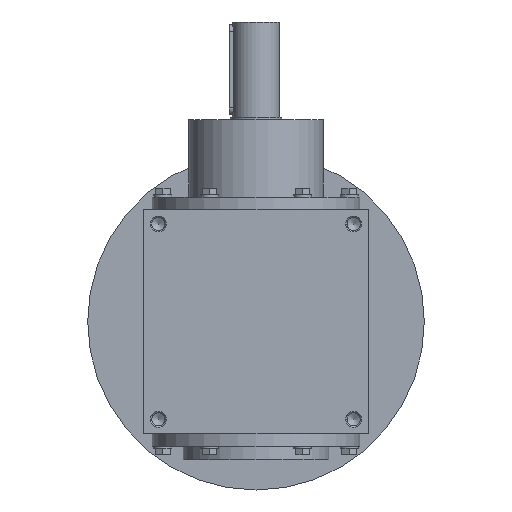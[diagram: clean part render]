
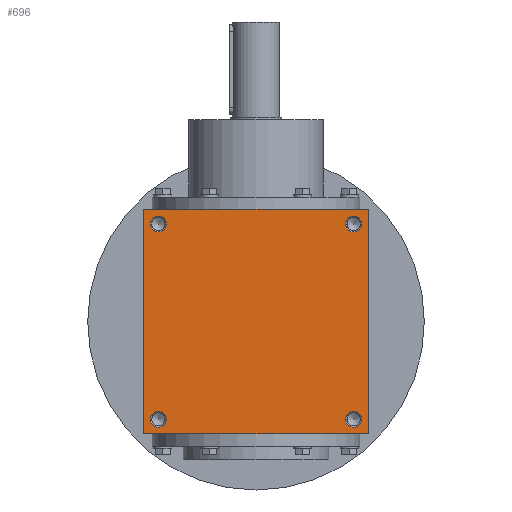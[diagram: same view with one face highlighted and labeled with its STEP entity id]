
A CAD part, left-side view. The second image highlights one B-rep face of the part: STEP entity #696.
In plain terms, the highlighted face is planar.
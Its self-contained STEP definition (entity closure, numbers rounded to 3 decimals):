
#696 = ADVANCED_FACE( '', ( #1397, #1398, #1399, #1400, #1401 ), #1402, .F. );
#1397 = FACE_BOUND( '', #2130, .T. );
#1398 = FACE_BOUND( '', #2131, .T. );
#1399 = FACE_BOUND( '', #2132, .T. );
#1400 = FACE_BOUND( '', #2133, .T. );
#1401 = FACE_OUTER_BOUND( '', #2134, .T. );
#1402 = PLANE( '', #2135 );
#2130 = EDGE_LOOP( '', ( #3311 ) );
#2131 = EDGE_LOOP( '', ( #3312 ) );
#2132 = EDGE_LOOP( '', ( #3313 ) );
#2133 = EDGE_LOOP( '', ( #3314 ) );
#2134 = EDGE_LOOP( '', ( #3315, #3316, #3317, #3318 ) );
#2135 = AXIS2_PLACEMENT_3D( '', #3319, #3320, #3321 );
#3311 = ORIENTED_EDGE( '', *, *, #4105, .F. );
#3312 = ORIENTED_EDGE( '', *, *, #4031, .T. );
#3313 = ORIENTED_EDGE( '', *, *, #3772, .F. );
#3314 = ORIENTED_EDGE( '', *, *, #4140, .T. );
#3315 = ORIENTED_EDGE( '', *, *, #4164, .F. );
#3316 = ORIENTED_EDGE( '', *, *, #3844, .F. );
#3317 = ORIENTED_EDGE( '', *, *, #4065, .F. );
#3318 = ORIENTED_EDGE( '', *, *, #3947, .F. );
#3319 = CARTESIAN_POINT( '', ( 0., 0., -100. ) );
#3320 = DIRECTION( '', ( 0., 0., 1. ) );
#3321 = DIRECTION( '', ( 1., 0., 0. ) );
#3772 = EDGE_CURVE( '', #4305, #4305, #4306, .T. );
#3844 = EDGE_CURVE( '', #4427, #4428, #4429, .T. );
#3947 = EDGE_CURVE( '', #4591, #4592, #4593, .T. );
#4031 = EDGE_CURVE( '', #4715, #4715, #4716, .T. );
#4065 = EDGE_CURVE( '', #4592, #4427, #4764, .T. );
#4105 = EDGE_CURVE( '', #4816, #4816, #4817, .T. );
#4140 = EDGE_CURVE( '', #4859, #4859, #4860, .T. );
#4164 = EDGE_CURVE( '', #4428, #4591, #4891, .T. );
#4305 = VERTEX_POINT( '', #5050 );
#4306 = CIRCLE( '', #5051, 7. );
#4427 = VERTEX_POINT( '', #5275 );
#4428 = VERTEX_POINT( '', #5276 );
#4429 = LINE( '', #5277, #5278 );
#4591 = VERTEX_POINT( '', #5483 );
#4592 = VERTEX_POINT( '', #5484 );
#4593 = LINE( '', #5485, #5486 );
#4715 = VERTEX_POINT( '', #5676 );
#4716 = CIRCLE( '', #5677, 7. );
#4764 = LINE( '', #5728, #5729 );
#4816 = VERTEX_POINT( '', #5797 );
#4817 = CIRCLE( '', #5798, 7. );
#4859 = VERTEX_POINT( '', #5848 );
#4860 = CIRCLE( '', #5849, 7. );
#4891 = LINE( '', #5883, #5884 );
#5050 = CARTESIAN_POINT( '', ( -94., -87., -100. ) );
#5051 = AXIS2_PLACEMENT_3D( '', #6051, #6052, #6053 );
#5275 = CARTESIAN_POINT( '', ( 100., 100., -100. ) );
#5276 = CARTESIAN_POINT( '', ( -100., 100., -100. ) );
#5277 = CARTESIAN_POINT( '', ( 100., 100., -100. ) );
#5278 = VECTOR( '', #6185, 1000. );
#5483 = CARTESIAN_POINT( '', ( -100., -100., -100. ) );
#5484 = CARTESIAN_POINT( '', ( 100., -100., -100. ) );
#5485 = CARTESIAN_POINT( '', ( -100., -100., -100. ) );
#5486 = VECTOR( '', #6355, 1000. );
#5676 = CARTESIAN_POINT( '', ( 94., 87., -100. ) );
#5677 = AXIS2_PLACEMENT_3D( '', #6470, #6471, #6472 );
#5728 = CARTESIAN_POINT( '', ( 100., -100., -100. ) );
#5729 = VECTOR( '', #6533, 1000. );
#5797 = CARTESIAN_POINT( '', ( -94., 87., -100. ) );
#5798 = AXIS2_PLACEMENT_3D( '', #6592, #6593, #6594 );
#5848 = CARTESIAN_POINT( '', ( 94., -87., -100. ) );
#5849 = AXIS2_PLACEMENT_3D( '', #6640, #6641, #6642 );
#5883 = CARTESIAN_POINT( '', ( -100., 100., -100. ) );
#5884 = VECTOR( '', #6676, 1000. );
#6051 = CARTESIAN_POINT( '', ( -87., -87., -100. ) );
#6052 = DIRECTION( '', ( 0., 0., -1. ) );
#6053 = DIRECTION( '', ( -1., 0., 0. ) );
#6185 = DIRECTION( '', ( -1., 0., 0. ) );
#6355 = DIRECTION( '', ( 1., 0., 0. ) );
#6470 = CARTESIAN_POINT( '', ( 87., 87., -100. ) );
#6471 = DIRECTION( '', ( 0., 0., 1. ) );
#6472 = DIRECTION( '', ( 1., 0., 0. ) );
#6533 = DIRECTION( '', ( 0., 1., 0. ) );
#6592 = CARTESIAN_POINT( '', ( -87., 87., -100. ) );
#6593 = DIRECTION( '', ( 0., 0., -1. ) );
#6594 = DIRECTION( '', ( -1., 0., 0. ) );
#6640 = CARTESIAN_POINT( '', ( 87., -87., -100. ) );
#6641 = DIRECTION( '', ( 0., 0., 1. ) );
#6642 = DIRECTION( '', ( 1., 0., 0. ) );
#6676 = DIRECTION( '', ( 0., -1., 0. ) );
